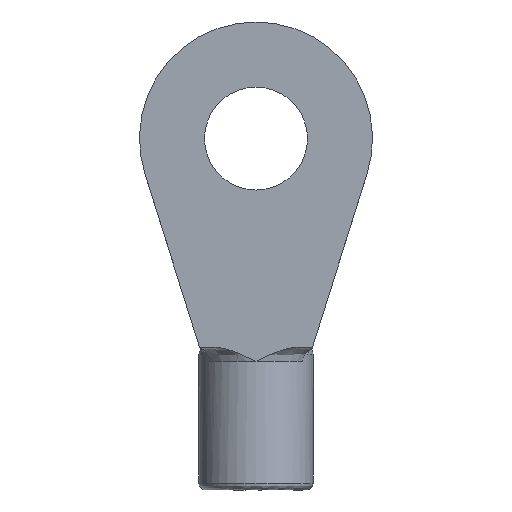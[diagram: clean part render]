
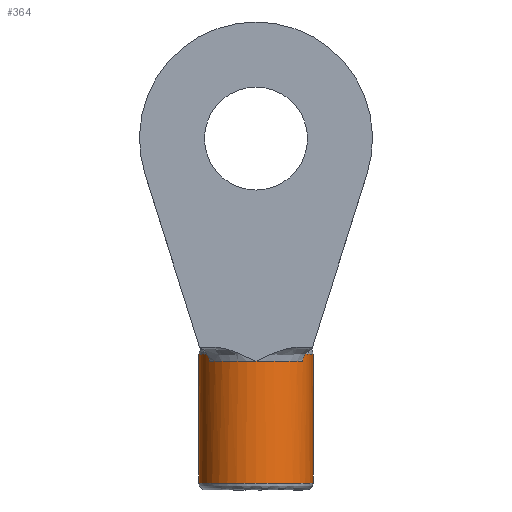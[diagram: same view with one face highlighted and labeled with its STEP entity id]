
A CAD part, front view. The second image highlights one B-rep face of the part: STEP entity #364.
In plain terms, the highlighted cylindrical face has radius 2.083 mm (diameter 4.166 mm), a partial arc.
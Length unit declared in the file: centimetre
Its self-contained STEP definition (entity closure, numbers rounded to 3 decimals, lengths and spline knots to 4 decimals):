
#5 = CIRCLE ( 'NONE', #694, 0.2083 ) ;
#49 = CIRCLE ( 'NONE', #687, 0.2083 ) ;
#52 = LINE ( 'NONE', #251, #53 ) ;
#53 = VECTOR ( 'NONE', #253, 100. ) ;
#245 = CARTESIAN_POINT ( 'NONE',  ( -0.1879, 0.1173, -0.7874 ) ) ;
#251 = CARTESIAN_POINT ( 'NONE',  ( 0.1707, 0.0889, -0.762 ) ) ;
#253 = DIRECTION ( 'NONE',  ( 0., 0., -1. ) ) ;
#258 = CARTESIAN_POINT ( 'NONE',  ( -0.1814, 0.105, -0.785 ) ) ;
#259 = CARTESIAN_POINT ( 'NONE',  ( -0.1738, 0.0934, -0.7802 ) ) ;
#260 = CARTESIAN_POINT ( 'NONE',  ( -0.1931, 0.1302, -0.7874 ) ) ;
#280 = CARTESIAN_POINT ( 'NONE',  ( 0., 0.2083, -0.7874 ) ) ;
#281 = DIRECTION ( 'NONE',  ( 0., 0., -1. ) ) ;
#282 = DIRECTION ( 'NONE',  ( -1., 0., 0. ) ) ;
#324 = CARTESIAN_POINT ( 'NONE',  ( 0.1879, 0.1174, -0.7874 ) ) ;
#325 = CARTESIAN_POINT ( 'NONE',  ( 0.1931, 0.1302, -0.7874 ) ) ;
#327 = CARTESIAN_POINT ( 'NONE',  ( 0.1814, 0.105, -0.785 ) ) ;
#328 = CARTESIAN_POINT ( 'NONE',  ( 0.1738, 0.0935, -0.7803 ) ) ;
#344 = B_SPLINE_CURVE_WITH_KNOTS ( 'NONE', 3,
 ( #913, #914, #918, #919 ),
 .UNSPECIFIED., .F., .F.,
 ( 4, 4 ),
 ( 0.8827, 1. ),
 .UNSPECIFIED. ) ;
#358 = B_SPLINE_CURVE_WITH_KNOTS ( 'NONE', 3,
 ( #1084, #1111, #1127, #1128 ),
 .UNSPECIFIED., .F., .F.,
 ( 4, 4 ),
 ( 0., 0.1165 ),
 .UNSPECIFIED. ) ;
#364 = ADVANCED_FACE ( 'NONE', ( #588 ), #456, .T. ) ;
#398 = EDGE_CURVE ( 'NONE', #563, #450, #52, .T. ) ;
#400 = EDGE_CURVE ( 'NONE', #564, #552, #2567, .T. ) ;
#404 = EDGE_CURVE ( 'NONE', #552, #540, #49, .T. ) ;
#415 = EDGE_CURVE ( 'NONE', #441, #538, #1935, .T. ) ;
#423 = EDGE_CURVE ( 'NONE', #450, #475, #5, .T. ) ;
#441 = VERTEX_POINT ( 'NONE', #857 ) ;
#450 = VERTEX_POINT ( 'NONE', #855 ) ;
#456 = CYLINDRICAL_SURFACE ( 'NONE', #666, 0.2083 ) ;
#475 = VERTEX_POINT ( 'NONE', #858 ) ;
#501 = VERTEX_POINT ( 'NONE', #872 ) ;
#537 = VERTEX_POINT ( 'NONE', #879 ) ;
#538 = VERTEX_POINT ( 'NONE', #880 ) ;
#540 = VERTEX_POINT ( 'NONE', #881 ) ;
#542 = VERTEX_POINT ( 'NONE', #882 ) ;
#547 = VERTEX_POINT ( 'NONE', #887 ) ;
#552 = VERTEX_POINT ( 'NONE', #891 ) ;
#554 = VERTEX_POINT ( 'NONE', #893 ) ;
#563 = VERTEX_POINT ( 'NONE', #902 ) ;
#564 = VERTEX_POINT ( 'NONE', #903 ) ;
#588 = FACE_OUTER_BOUND ( 'NONE', #613, .T. ) ;
#613 = EDGE_LOOP ( 'NONE', ( #2230, #2156, #2232, #2189, #2217, #2171, #2163, #2191, #2231, #2181, #2224, #2192, #2234 ) ) ;
#642 = EDGE_CURVE ( 'NONE', #538, #563, #344, .T. ) ;
#645 = EDGE_CURVE ( 'NONE', #554, #537, #1156, .T. ) ;
#666 = AXIS2_PLACEMENT_3D ( 'NONE', #2299, #2300, #2301 ) ;
#687 = AXIS2_PLACEMENT_3D ( 'NONE', #280, #281, #282 ) ;
#694 = AXIS2_PLACEMENT_3D ( 'NONE', #774, #775, #776 ) ;
#700 = AXIS2_PLACEMENT_3D ( 'NONE', #934, #935, #936 ) ;
#706 = AXIS2_PLACEMENT_3D ( 'NONE', #1047, #1048, #1049 ) ;
#714 = AXIS2_PLACEMENT_3D ( 'NONE', #1108, #1109, #1110 ) ;
#774 = CARTESIAN_POINT ( 'NONE',  ( 0., 0.2083, -0.8128 ) ) ;
#775 = DIRECTION ( 'NONE',  ( 0., 0., -1. ) ) ;
#776 = DIRECTION ( 'NONE',  ( 1., 0., 0. ) ) ;
#855 = CARTESIAN_POINT ( 'NONE',  ( 0.1707, 0.0889, -0.8128 ) ) ;
#857 = CARTESIAN_POINT ( 'NONE',  ( 0.1931, 0.1302, -0.7874 ) ) ;
#858 = CARTESIAN_POINT ( 'NONE',  ( 0., 0., -0.8128 ) ) ;
#872 = CARTESIAN_POINT ( 'NONE',  ( -0.1707, 0.0889, -0.7782 ) ) ;
#879 = CARTESIAN_POINT ( 'NONE',  ( 0.2083, 0.2083, -1.2573 ) ) ;
#880 = CARTESIAN_POINT ( 'NONE',  ( 0.1738, 0.0935, -0.7803 ) ) ;
#881 = CARTESIAN_POINT ( 'NONE',  ( -0.2083, 0.2083, -0.7874 ) ) ;
#882 = CARTESIAN_POINT ( 'NONE',  ( -0.1707, 0.0889, -0.8128 ) ) ;
#887 = CARTESIAN_POINT ( 'NONE',  ( 0.2083, 0.2083, -0.7874 ) ) ;
#891 = CARTESIAN_POINT ( 'NONE',  ( -0.1931, 0.1302, -0.7874 ) ) ;
#893 = CARTESIAN_POINT ( 'NONE',  ( -0.2083, 0.2083, -1.2573 ) ) ;
#902 = CARTESIAN_POINT ( 'NONE',  ( 0.1707, 0.0889, -0.7782 ) ) ;
#903 = CARTESIAN_POINT ( 'NONE',  ( -0.1738, 0.0934, -0.7802 ) ) ;
#913 = CARTESIAN_POINT ( 'NONE',  ( 0.1738, 0.0935, -0.7803 ) ) ;
#914 = CARTESIAN_POINT ( 'NONE',  ( 0.1728, 0.0919, -0.7796 ) ) ;
#918 = CARTESIAN_POINT ( 'NONE',  ( 0.1717, 0.0904, -0.7789 ) ) ;
#919 = CARTESIAN_POINT ( 'NONE',  ( 0.1707, 0.0889, -0.7782 ) ) ;
#934 = CARTESIAN_POINT ( 'NONE',  ( 0., 0.2083, -1.2573 ) ) ;
#935 = DIRECTION ( 'NONE',  ( 0., 0., 1. ) ) ;
#936 = DIRECTION ( 'NONE',  ( -1., 0., 0. ) ) ;
#1041 = CARTESIAN_POINT ( 'NONE',  ( -0.2083, 0.2083, -0.762 ) ) ;
#1042 = DIRECTION ( 'NONE',  ( 0., 0., -1. ) ) ;
#1047 = CARTESIAN_POINT ( 'NONE',  ( 0., 0.2083, -0.8128 ) ) ;
#1048 = DIRECTION ( 'NONE',  ( 0., 0., -1. ) ) ;
#1049 = DIRECTION ( 'NONE',  ( 1., 0., 0. ) ) ;
#1084 = CARTESIAN_POINT ( 'NONE',  ( -0.1707, 0.0889, -0.7782 ) ) ;
#1102 = CARTESIAN_POINT ( 'NONE',  ( -0.1707, 0.0889, -0.762 ) ) ;
#1103 = DIRECTION ( 'NONE',  ( 0., 0., 1. ) ) ;
#1104 = CARTESIAN_POINT ( 'NONE',  ( 0.2083, 0.2083, -0.762 ) ) ;
#1105 = DIRECTION ( 'NONE',  ( 0., 0., -1. ) ) ;
#1108 = CARTESIAN_POINT ( 'NONE',  ( 0., 0.2083, -0.7874 ) ) ;
#1109 = DIRECTION ( 'NONE',  ( 0., 0., -1. ) ) ;
#1110 = DIRECTION ( 'NONE',  ( -1., 0., 0. ) ) ;
#1111 = CARTESIAN_POINT ( 'NONE',  ( -0.1717, 0.0904, -0.7789 ) ) ;
#1127 = CARTESIAN_POINT ( 'NONE',  ( -0.1728, 0.0919, -0.7796 ) ) ;
#1128 = CARTESIAN_POINT ( 'NONE',  ( -0.1738, 0.0934, -0.7802 ) ) ;
#1156 = CIRCLE ( 'NONE', #700, 0.2083 ) ;
#1187 = LINE ( 'NONE', #1041, #1189 ) ;
#1189 = VECTOR ( 'NONE', #1042, 100. ) ;
#1191 = CIRCLE ( 'NONE', #706, 0.2083 ) ;
#1200 = LINE ( 'NONE', #1102, #1203 ) ;
#1202 = LINE ( 'NONE', #1104, #1205 ) ;
#1203 = VECTOR ( 'NONE', #1103, 100. ) ;
#1204 = CIRCLE ( 'NONE', #714, 0.2083 ) ;
#1205 = VECTOR ( 'NONE', #1105, 100. ) ;
#1935 = B_SPLINE_CURVE_WITH_KNOTS ( 'NONE', 3,
 ( #325, #324, #327, #328 ),
 .UNSPECIFIED., .F., .F.,
 ( 4, 4 ),
 ( 0., 0.8827 ),
 .UNSPECIFIED. ) ;
#2132 = EDGE_CURVE ( 'NONE', #540, #554, #1187, .T. ) ;
#2135 = EDGE_CURVE ( 'NONE', #475, #542, #1191, .T. ) ;
#2146 = EDGE_CURVE ( 'NONE', #542, #501, #1200, .T. ) ;
#2147 = EDGE_CURVE ( 'NONE', #547, #537, #1202, .T. ) ;
#2148 = EDGE_CURVE ( 'NONE', #547, #441, #1204, .T. ) ;
#2150 = EDGE_CURVE ( 'NONE', #501, #564, #358, .T. ) ;
#2156 = ORIENTED_EDGE ( 'NONE', *, *, #2148, .T. ) ;
#2163 = ORIENTED_EDGE ( 'NONE', *, *, #2135, .T. ) ;
#2171 = ORIENTED_EDGE ( 'NONE', *, *, #423, .T. ) ;
#2181 = ORIENTED_EDGE ( 'NONE', *, *, #400, .T. ) ;
#2189 = ORIENTED_EDGE ( 'NONE', *, *, #642, .T. ) ;
#2191 = ORIENTED_EDGE ( 'NONE', *, *, #2146, .T. ) ;
#2192 = ORIENTED_EDGE ( 'NONE', *, *, #2132, .T. ) ;
#2217 = ORIENTED_EDGE ( 'NONE', *, *, #398, .T. ) ;
#2224 = ORIENTED_EDGE ( 'NONE', *, *, #404, .T. ) ;
#2230 = ORIENTED_EDGE ( 'NONE', *, *, #2147, .F. ) ;
#2231 = ORIENTED_EDGE ( 'NONE', *, *, #2150, .T. ) ;
#2232 = ORIENTED_EDGE ( 'NONE', *, *, #415, .T. ) ;
#2234 = ORIENTED_EDGE ( 'NONE', *, *, #645, .T. ) ;
#2299 = CARTESIAN_POINT ( 'NONE',  ( 0., 0.2083, -0.762 ) ) ;
#2300 = DIRECTION ( 'NONE',  ( 0., 0., -1. ) ) ;
#2301 = DIRECTION ( 'NONE',  ( -1., 0., 0. ) ) ;
#2567 = B_SPLINE_CURVE_WITH_KNOTS ( 'NONE', 3,
 ( #259, #258, #245, #260 ),
 .UNSPECIFIED., .F., .F.,
 ( 4, 4 ),
 ( 0.1165, 1. ),
 .UNSPECIFIED. ) ;
